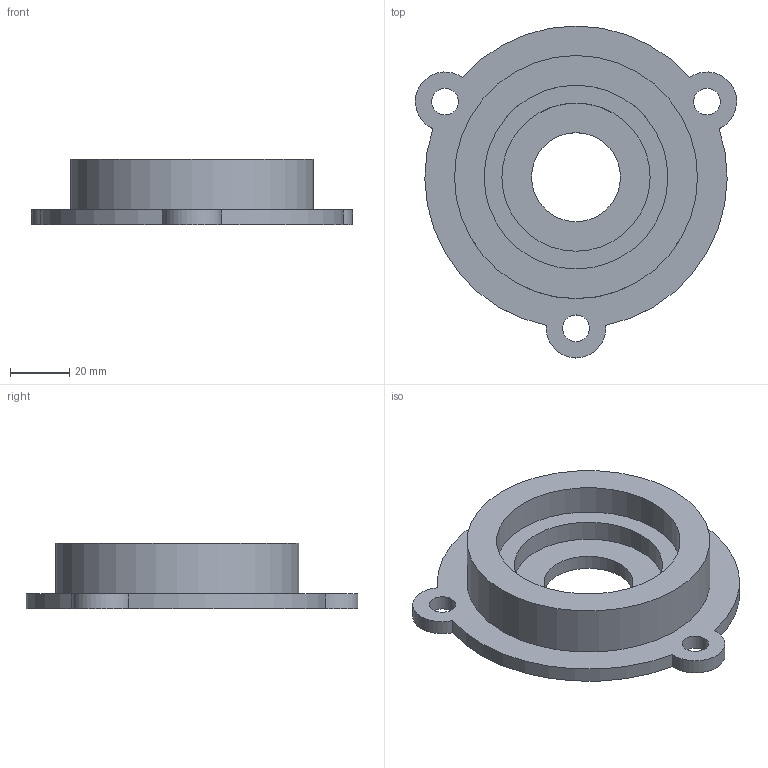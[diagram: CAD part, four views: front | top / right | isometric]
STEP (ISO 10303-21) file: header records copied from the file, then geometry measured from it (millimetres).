
FILE_DESCRIPTION(/* description */ ('STEP AP214'),/* implementation_level */ '2;1');
FILE_NAME(/* name */ '6819422650d50a4ee4875a99',/* time_stamp */ '2025-05-05T22:56:38Z',/* author */ (''),/* organization */ (''),/* preprocessor_version */ 'ST-DEVELOPER v20',/* originating_system */ 'ONSHAPE BY PTC INC, 1.197',/* authorisation */ ' ');
FILE_SCHEMA (('AUTOMOTIVE_DESIGN {1 0 10303 214 3 1 1}'));
Length unit declared in the file: metre
Products named in the file (1): Part 1
Bounding box: 108.33 x 112 x 22 mm (x, y, z)
Volume: 84664.3 mm3; surface area: 25653.4 mm2
Topology: 1 solids, 1 shells, 18 faces, 40 edges, 27 vertices
Faces by surface type: cylinder 13, plane 5
Full cylindrical faces by diameter (mm): 9 x3, 30 x1, 50 x1, 62 x1, 82 x1
Entity records: 520 total; most frequent: DIRECTION 96, CARTESIAN_POINT 77, ORIENTED_EDGE 64, AXIS2_PLACEMENT_3D 45, EDGE_LOOP 36, FACE_BOUND 36, EDGE_CURVE 32, VERTEX_POINT 26
